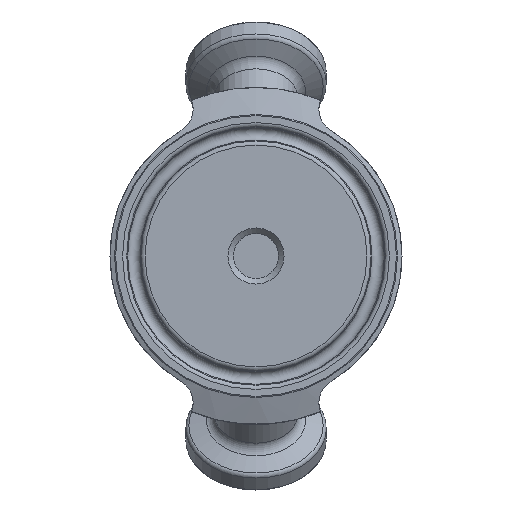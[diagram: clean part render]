
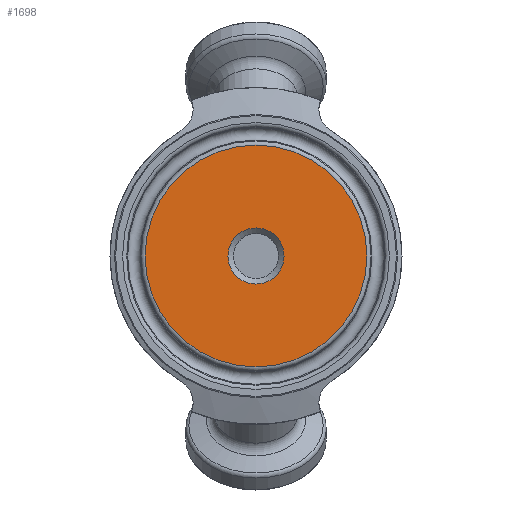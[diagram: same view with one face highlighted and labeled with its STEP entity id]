
A CAD part, front view. The second image highlights one B-rep face of the part: STEP entity #1698.
In plain terms, the highlighted planar face has unit normal (0, -1, 0).
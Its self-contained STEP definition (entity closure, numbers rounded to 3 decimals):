
#34=FACE_BOUND('',#460,.T.);
#365=FACE_OUTER_BOUND('',#459,.T.);
#459=EDGE_LOOP('',(#1299,#1300));
#460=EDGE_LOOP('',(#1301));
#569=CIRCLE('',#1870,19.747);
#573=CIRCLE('',#1874,19.747);
#576=CIRCLE('',#1879,5.);
#764=VERTEX_POINT('',#2985);
#765=VERTEX_POINT('',#2986);
#770=VERTEX_POINT('',#3001);
#971=EDGE_CURVE('',#764,#765,#569,.T.);
#975=EDGE_CURVE('',#765,#764,#573,.T.);
#979=EDGE_CURVE('',#770,#770,#576,.T.);
#1299=ORIENTED_EDGE('',*,*,#971,.F.);
#1300=ORIENTED_EDGE('',*,*,#975,.F.);
#1301=ORIENTED_EDGE('',*,*,#979,.F.);
#1648=PLANE('',#1878);
#1698=ADVANCED_FACE('',(#365,#34),#1648,.T.);
#1870=AXIS2_PLACEMENT_3D('',#2987,#2270,#2271);
#1874=AXIS2_PLACEMENT_3D('',#2993,#2278,#2279);
#1878=AXIS2_PLACEMENT_3D('',#3000,#2287,#2288);
#1879=AXIS2_PLACEMENT_3D('',#3002,#2289,#2290);
#2270=DIRECTION('center_axis',(0.,1.,0.));
#2271=DIRECTION('ref_axis',(0.,0.,1.));
#2278=DIRECTION('center_axis',(0.,1.,0.));
#2279=DIRECTION('ref_axis',(0.,0.,1.));
#2287=DIRECTION('center_axis',(0.,-1.,0.));
#2288=DIRECTION('ref_axis',(0.,0.,
-1.));
#2289=DIRECTION('center_axis',(0.,-1.,0.));
#2290=DIRECTION('ref_axis',(1.,0.,0.));
#2985=CARTESIAN_POINT('',(4.787,27.069,6.861));
#2986=CARTESIAN_POINT('',(4.787,27.069,46.355));
#2987=CARTESIAN_POINT('Origin',(4.787,27.069,26.608));
#2993=CARTESIAN_POINT('Origin',(4.787,27.069,26.608));
#3000=CARTESIAN_POINT('Origin',(-12.213,27.069,26.608));
#3001=CARTESIAN_POINT('',(-0.213,27.069,26.608));
#3002=CARTESIAN_POINT('Origin',(4.787,27.069,26.608));
